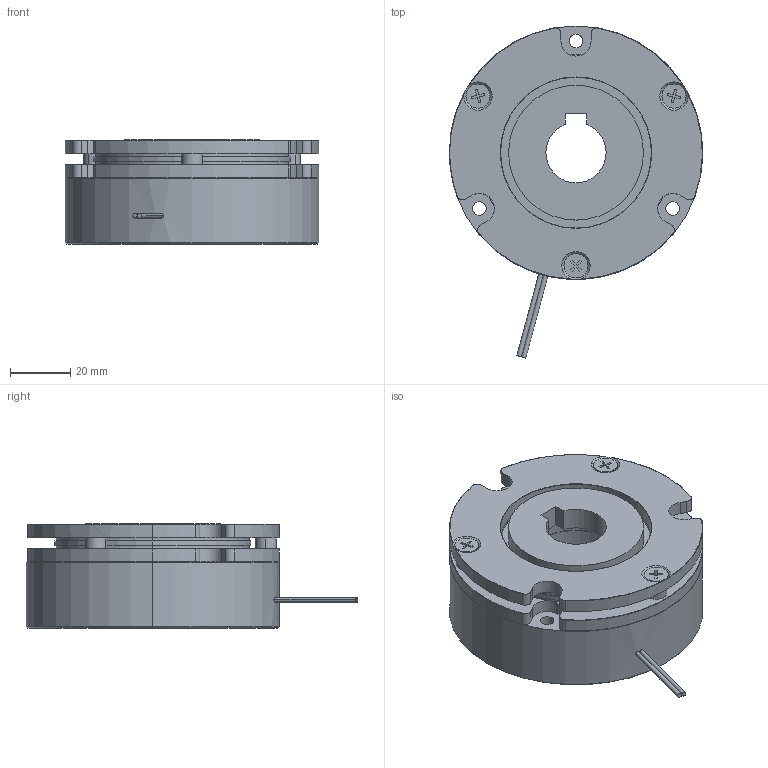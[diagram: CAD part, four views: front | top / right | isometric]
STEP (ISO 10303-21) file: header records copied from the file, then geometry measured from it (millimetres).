
FILE_DESCRIPTION (( 'STEP AP203' ), '1' );
FILE_NAME ('YPP616649.STEP', '2020-12-24T05:51:02', ( '' ), ( '' ), 'SwSTEP 2.0', 'SolidWorks 2016', '' );
FILE_SCHEMA (( 'CONFIG_CONTROL_DESIGN' ));
Length unit declared in the file: millimetre
Products named in the file (1): YPP616649
Bounding box: 84 x 110.02 x 34.79 mm (x, y, z)
Volume: 152192.2 mm3; surface area: 47617.5 mm2
Topology: 8 solids, 8 shells, 193 faces, 478 edges, 310 vertices
Faces by surface type: cylinder 85, plane 79, torus 15, cone 14
Entity records: 5995 total; most frequent: CARTESIAN_POINT 1155, DIRECTION 1042, ORIENTED_EDGE 956, EDGE_CURVE 478, AXIS2_PLACEMENT_3D 395, VERTEX_POINT 310, VECTOR 252, LINE 252
